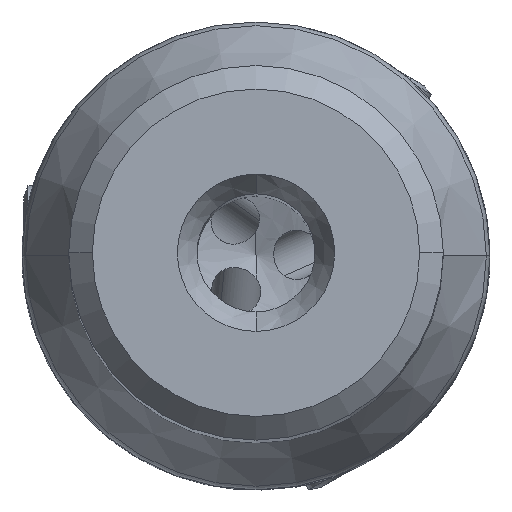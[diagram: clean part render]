
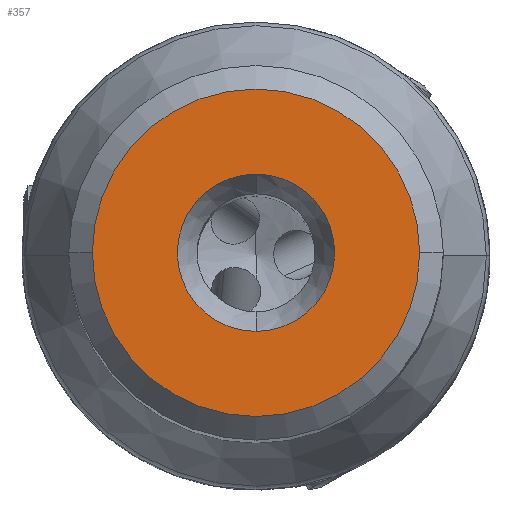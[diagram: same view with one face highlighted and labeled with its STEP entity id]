
A CAD part, top view. The second image highlights one B-rep face of the part: STEP entity #357.
In plain terms, the highlighted planar face has unit normal (0, 0, 1).
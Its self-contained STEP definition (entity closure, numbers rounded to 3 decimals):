
#149=FACE_BOUND('',#1157,.T.);
#150=FACE_BOUND('',#1158,.T.);
#234=PLANE('',#6176);
#357=ADVANCED_FACE('',(#149,#150),#234,.T.);
#1157=EDGE_LOOP('',(#2877,#2878,#2879));
#1158=EDGE_LOOP('',(#2880,#2881));
#2877=ORIENTED_EDGE('',*,*,#5036,.F.);
#2878=ORIENTED_EDGE('',*,*,#5037,.F.);
#2879=ORIENTED_EDGE('',*,*,#5038,.F.);
#2880=ORIENTED_EDGE('',*,*,#5039,.F.);
#2881=ORIENTED_EDGE('',*,*,#5035,.F.);
#4387=VERTEX_POINT('',#11021);
#4388=VERTEX_POINT('',#11023);
#4389=VERTEX_POINT('',#11027);
#4390=VERTEX_POINT('',#11028);
#4391=VERTEX_POINT('',#11030);
#5035=EDGE_CURVE('',#4388,#4387,#5679,.T.);
#5036=EDGE_CURVE('',#4389,#4390,#5680,.T.);
#5037=EDGE_CURVE('',#4391,#4389,#5681,.T.);
#5038=EDGE_CURVE('',#4390,#4391,#5682,.T.);
#5039=EDGE_CURVE('',#4387,#4388,#5683,.T.);
#5679=CIRCLE('',#6170,4.);
#5680=CIRCLE('',#6172,8.325);
#5681=CIRCLE('',#6173,8.325);
#5682=CIRCLE('',#6174,8.325);
#5683=CIRCLE('',#6175,4.);
#6170=AXIS2_PLACEMENT_3D('',#11024,#7090,#7091);
#6172=AXIS2_PLACEMENT_3D('',#11026,#7094,#7095);
#6173=AXIS2_PLACEMENT_3D('',#11029,#7096,#7097);
#6174=AXIS2_PLACEMENT_3D('',#11031,#7098,#7099);
#6175=AXIS2_PLACEMENT_3D('',#11032,#7100,#7101);
#6176=AXIS2_PLACEMENT_3D('',#11033,#7102,#7103);
#7090=DIRECTION('',(0.,0.,1.));
#7091=DIRECTION('',(0.,-1.,0.));
#7094=DIRECTION('',(0.,0.,-1.));
#7095=DIRECTION('',(-1.,0.,0.));
#7096=DIRECTION('',(0.,0.,-1.));
#7097=DIRECTION('',(0.,-1.,0.));
#7098=DIRECTION('',(0.,0.,-1.));
#7099=DIRECTION('',(1.,0.,0.));
#7100=DIRECTION('',(0.,0.,1.));
#7101=DIRECTION('',(0.,1.,0.));
#7102=DIRECTION('',(0.,0.,1.));
#7103=DIRECTION('',(-1.,0.,0.));
#11021=CARTESIAN_POINT('',(0.,4.,0.));
#11023=CARTESIAN_POINT('',(0.,-4.,0.));
#11024=CARTESIAN_POINT('',(0.,0.,0.));
#11026=CARTESIAN_POINT('',(0.,0.,0.));
#11027=CARTESIAN_POINT('',(-8.325,0.,0.));
#11028=CARTESIAN_POINT('',(8.325,0.,0.));
#11029=CARTESIAN_POINT('',(0.,0.,0.));
#11030=CARTESIAN_POINT('',(0.,-8.325,0.));
#11031=CARTESIAN_POINT('',(0.,0.,0.));
#11032=CARTESIAN_POINT('',(0.,0.,0.));
#11033=CARTESIAN_POINT('',(0.,0.001,0.));
